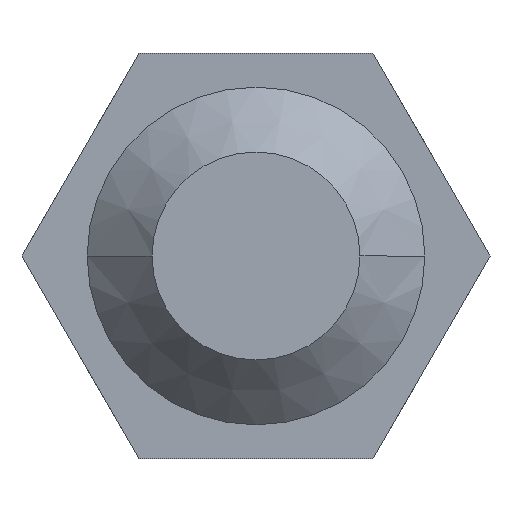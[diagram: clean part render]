
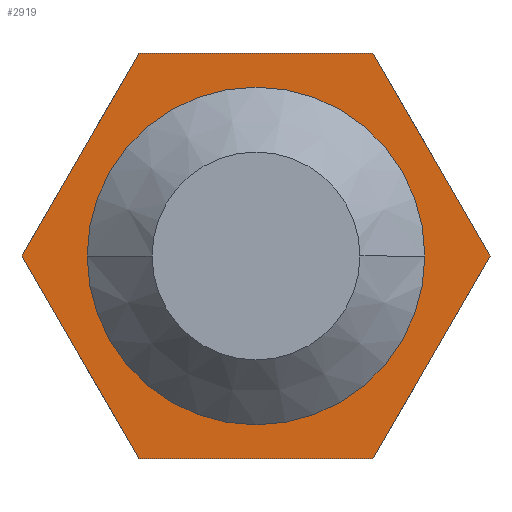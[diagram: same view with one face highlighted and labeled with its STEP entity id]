
A CAD part, front view. The second image highlights one B-rep face of the part: STEP entity #2919.
In plain terms, the highlighted planar face has unit normal (0, -1, 0).
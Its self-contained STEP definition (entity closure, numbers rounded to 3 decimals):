
#1090=DIRECTION('',(-0.5,0.,0.866));
#1091=VECTOR('',#1090,2.891);
#1092=CARTESIAN_POINT('',(-1.445,-0.004,-2.504));
#1093=LINE('',#1092,#1091);
#1094=DIRECTION('',(0.5,0.,0.866));
#1095=VECTOR('',#1094,2.891);
#1096=CARTESIAN_POINT('',(-2.891,-0.004,0.));
#1097=LINE('',#1096,#1095);
#1098=DIRECTION('',(1.,0.,0.));
#1099=VECTOR('',#1098,2.891);
#1100=CARTESIAN_POINT('',(-1.445,-0.004,2.504));
#1101=LINE('',#1100,#1099);
#1102=DIRECTION('',(0.5,0.,-0.866));
#1103=VECTOR('',#1102,2.891);
#1104=CARTESIAN_POINT('',(1.445,-0.004,2.504));
#1105=LINE('',#1104,#1103);
#1106=DIRECTION('',(-0.5,0.,-0.866));
#1107=VECTOR('',#1106,2.891);
#1108=CARTESIAN_POINT('',(2.891,-0.004,0.));
#1109=LINE('',#1108,#1107);
#1110=DIRECTION('',(-1.,0.,0.));
#1111=VECTOR('',#1110,2.891);
#1112=CARTESIAN_POINT('',(1.445,-0.004,-2.504));
#1113=LINE('',#1112,#1111);
#1114=CARTESIAN_POINT('',(0.,-0.004,0.));
#1115=DIRECTION('',(0.,-1.,0.));
#1116=DIRECTION('',(-1.,0.,0.));
#1117=AXIS2_PLACEMENT_3D('',#1114,#1115,#1116);
#1119=CARTESIAN_POINT('',(0.,-0.004,0.));
#1120=DIRECTION('',(0.,-1.,0.));
#1121=DIRECTION('',(1.,0.,0.));
#1122=AXIS2_PLACEMENT_3D('',#1119,#1120,#1121);
#1481=CARTESIAN_POINT('',(-1.445,-0.004,-2.504));
#1482=CARTESIAN_POINT('',(-2.891,-0.004,0.));
#1483=VERTEX_POINT('',#1481);
#1484=VERTEX_POINT('',#1482);
#1485=CARTESIAN_POINT('',(-1.445,-0.004,2.504));
#1486=VERTEX_POINT('',#1485);
#1487=CARTESIAN_POINT('',(1.445,-0.004,2.504));
#1488=VERTEX_POINT('',#1487);
#1489=CARTESIAN_POINT('',(2.891,-0.004,0.));
#1490=VERTEX_POINT('',#1489);
#1491=CARTESIAN_POINT('',(1.445,-0.004,-2.504));
#1492=VERTEX_POINT('',#1491);
#1493=CARTESIAN_POINT('',(-2.086,-0.004,0.));
#1494=CARTESIAN_POINT('',(2.086,-0.004,0.));
#1495=VERTEX_POINT('',#1493);
#1496=VERTEX_POINT('',#1494);
#2900=CARTESIAN_POINT('',(0.,-0.004,0.));
#2901=DIRECTION('',(0.,1.,0.));
#2902=DIRECTION('',(1.,0.,0.));
#2903=AXIS2_PLACEMENT_3D('',#2900,#2901,#2902);
#2904=PLANE('',#2903);
#2905=ORIENTED_EDGE('',*,*,#2824,.T.);
#2906=ORIENTED_EDGE('',*,*,#2839,.T.);
#2907=ORIENTED_EDGE('',*,*,#2853,.T.);
#2908=ORIENTED_EDGE('',*,*,#2867,.T.);
#2909=ORIENTED_EDGE('',*,*,#2881,.T.);
#2910=ORIENTED_EDGE('',*,*,#2894,.T.);
#2911=EDGE_LOOP('',(#2905,#2906,#2907,#2908,#2909,#2910));
#2912=FACE_OUTER_BOUND('',#2911,.F.);
#2914=ORIENTED_EDGE('',*,*,#2913,.T.);
#2916=ORIENTED_EDGE('',*,*,#2915,.T.);
#2917=EDGE_LOOP('',(#2914,#2916));
#2918=FACE_BOUND('',#2917,.F.);
#2919=ADVANCED_FACE('',(#2912,#2918),#2904,.F.);
#1118=CIRCLE('',#1117,2.086);
#1123=CIRCLE('',#1122,2.086);
#2824=EDGE_CURVE('',#1483,#1484,#1093,.T.);
#2839=EDGE_CURVE('',#1484,#1486,#1097,.T.);
#2853=EDGE_CURVE('',#1486,#1488,#1101,.T.);
#2867=EDGE_CURVE('',#1488,#1490,#1105,.T.);
#2881=EDGE_CURVE('',#1490,#1492,#1109,.T.);
#2894=EDGE_CURVE('',#1492,#1483,#1113,.T.);
#2913=EDGE_CURVE('',#1495,#1496,#1118,.T.);
#2915=EDGE_CURVE('',#1496,#1495,#1123,.T.);
